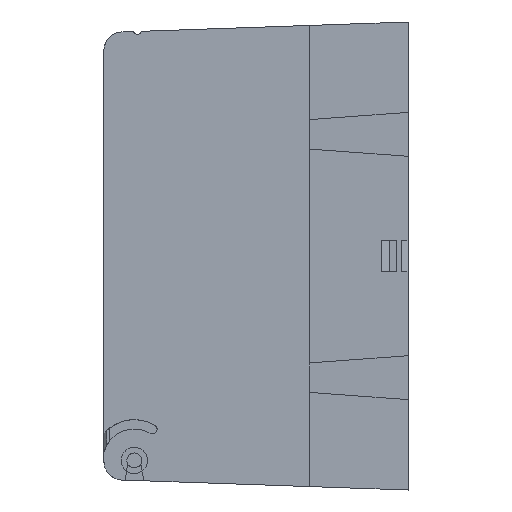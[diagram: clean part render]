
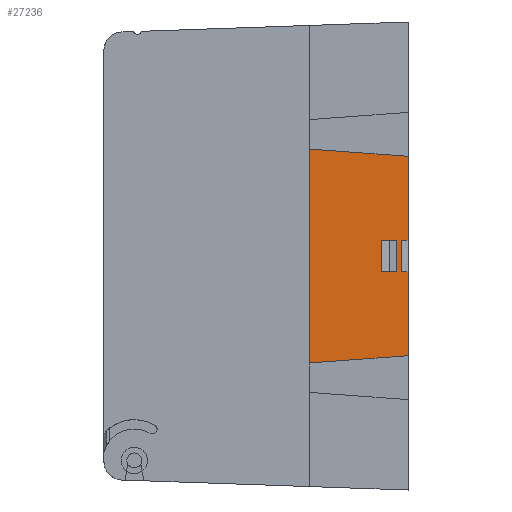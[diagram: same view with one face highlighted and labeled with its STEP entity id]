
A CAD part, left-side view. The second image highlights one B-rep face of the part: STEP entity #27236.
In plain terms, the highlighted planar face has unit normal (-1, 0, 0).
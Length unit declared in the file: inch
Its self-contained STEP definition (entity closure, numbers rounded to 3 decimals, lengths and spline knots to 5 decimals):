
#19 = PLANE ( 'NONE',  #8783 ) ;
#114 = EDGE_CURVE ( 'NONE', #13328, #4022, #2878, .T. ) ;
#120 = DIRECTION ( 'NONE',  ( 0., 0., 1. ) ) ;
#351 = EDGE_CURVE ( 'NONE', #4022, #13642, #20488, .T. ) ;
#679 = LINE ( 'NONE', #30581, #7189 ) ;
#961 = LINE ( 'NONE', #9951, #13255 ) ;
#1420 = ORIENTED_EDGE ( 'NONE', *, *, #13978, .T. ) ;
#1698 = DIRECTION ( 'NONE',  ( 0., -0.997, -0.074 ) ) ;
#1737 = CARTESIAN_POINT ( 'NONE',  ( -4.3542, -1.73, 0.17 ) ) ;
#2415 = VERTEX_POINT ( 'NONE', #3386 ) ;
#2456 = CARTESIAN_POINT ( 'NONE',  ( -4.3542, -1.8, 1.065 ) ) ;
#2878 = LINE ( 'NONE', #10062, #15184 ) ;
#3386 = CARTESIAN_POINT ( 'NONE',  ( -4.3542, -1.68, 0.17 ) ) ;
#3827 = VECTOR ( 'NONE', #21517, 39.37008 ) ;
#4022 = VERTEX_POINT ( 'NONE', #25760 ) ;
#4171 = ORIENTED_EDGE ( 'NONE', *, *, #114, .T. ) ;
#4397 = LINE ( 'NONE', #15095, #29796 ) ;
#4443 = VERTEX_POINT ( 'NONE', #15214 ) ;
#4564 = FACE_BOUND ( 'NONE', #6988, .T. ) ;
#5284 = ORIENTED_EDGE ( 'NONE', *, *, #27591, .F. ) ;
#5313 = ORIENTED_EDGE ( 'NONE', *, *, #31570, .F. ) ;
#5466 = VECTOR ( 'NONE', #12891, 39.37008 ) ;
#6224 = CARTESIAN_POINT ( 'NONE',  ( -4.3542, -1.5184, 0.17 ) ) ;
#6927 = CARTESIAN_POINT ( 'NONE',  ( -4.3542, -1.8, -0.17 ) ) ;
#6988 = EDGE_LOOP ( 'NONE', ( #15283, #14112, #23592, #5313 ) ) ;
#7189 = VECTOR ( 'NONE', #15863, 39.37008 ) ;
#7688 = CARTESIAN_POINT ( 'NONE',  ( -4.3542, -0.75, -1.14282 ) ) ;
#7822 = EDGE_CURVE ( 'NONE', #15774, #8852, #9659, .T. ) ;
#8690 = VERTEX_POINT ( 'NONE', #6224 ) ;
#8783 = AXIS2_PLACEMENT_3D ( 'NONE', #29561, #14850, #120 ) ;
#8852 = VERTEX_POINT ( 'NONE', #1737 ) ;
#9610 = CARTESIAN_POINT ( 'NONE',  ( -4.3542, -1.8, -2.25 ) ) ;
#9659 = LINE ( 'NONE', #11399, #28513 ) ;
#9951 = CARTESIAN_POINT ( 'NONE',  ( -4.3542, -1.73, 0.17 ) ) ;
#10062 = CARTESIAN_POINT ( 'NONE',  ( -4.3542, -1.8, -1.065 ) ) ;
#10307 = LINE ( 'NONE', #25993, #16869 ) ;
#10487 = DIRECTION ( 'NONE',  ( 0., -0.997, 0.074 ) ) ;
#10575 = LINE ( 'NONE', #12608, #29444 ) ;
#11253 = VERTEX_POINT ( 'NONE', #15907 ) ;
#11399 = CARTESIAN_POINT ( 'NONE',  ( -4.3542, -1.8, 0.17 ) ) ;
#12177 = VECTOR ( 'NONE', #14149, 39.37008 ) ;
#12372 = VERTEX_POINT ( 'NONE', #28751 ) ;
#12608 = CARTESIAN_POINT ( 'NONE',  ( -4.3542, -1.8, -2.25 ) ) ;
#12891 = DIRECTION ( 'NONE',  ( 0., 1., 0. ) ) ;
#13255 = VECTOR ( 'NONE', #17284, 39.37008 ) ;
#13328 = VERTEX_POINT ( 'NONE', #7688 ) ;
#13642 = VERTEX_POINT ( 'NONE', #6927 ) ;
#13685 = CARTESIAN_POINT ( 'NONE',  ( -4.3542, -0.75, 1.14282 ) ) ;
#13978 = EDGE_CURVE ( 'NONE', #28078, #13328, #679, .T. ) ;
#14112 = ORIENTED_EDGE ( 'NONE', *, *, #30622, .T. ) ;
#14149 = DIRECTION ( 'NONE',  ( 0., 1., 0. ) ) ;
#14491 = LINE ( 'NONE', #26395, #12177 ) ;
#14667 = ORIENTED_EDGE ( 'NONE', *, *, #7822, .F. ) ;
#14850 = DIRECTION ( 'NONE',  ( -1., 0., 0. ) ) ;
#15095 = CARTESIAN_POINT ( 'NONE',  ( -4.3542, -1.5184, 0.17 ) ) ;
#15184 = VECTOR ( 'NONE', #10487, 39.37008 ) ;
#15214 = CARTESIAN_POINT ( 'NONE',  ( -4.3542, -1.5184, -0.17 ) ) ;
#15283 = ORIENTED_EDGE ( 'NONE', *, *, #23584, .F. ) ;
#15773 = ORIENTED_EDGE ( 'NONE', *, *, #24556, .T. ) ;
#15774 = VERTEX_POINT ( 'NONE', #23108 ) ;
#15863 = DIRECTION ( 'NONE',  ( 0., 0., -1. ) ) ;
#15907 = CARTESIAN_POINT ( 'NONE',  ( -4.3542, -1.68, -0.17 ) ) ;
#16139 = EDGE_CURVE ( 'NONE', #8852, #12372, #961, .T. ) ;
#16143 = EDGE_LOOP ( 'NONE', ( #14667, #19173, #5284, #1420, #4171, #19914, #15773, #29202 ) ) ;
#16869 = VECTOR ( 'NONE', #23422, 39.37008 ) ;
#17284 = DIRECTION ( 'NONE',  ( 0., 0., -1. ) ) ;
#17961 = LINE ( 'NONE', #28452, #24523 ) ;
#19020 = CARTESIAN_POINT ( 'NONE',  ( -4.3542, -1.8, -0.17 ) ) ;
#19173 = ORIENTED_EDGE ( 'NONE', *, *, #19231, .T. ) ;
#19231 = EDGE_CURVE ( 'NONE', #15774, #20322, #10575, .T. ) ;
#19914 = ORIENTED_EDGE ( 'NONE', *, *, #351, .T. ) ;
#20322 = VERTEX_POINT ( 'NONE', #2456 ) ;
#20488 = LINE ( 'NONE', #9610, #27052 ) ;
#21517 = DIRECTION ( 'NONE',  ( 0., 1., 0. ) ) ;
#22683 = LINE ( 'NONE', #19020, #3827 ) ;
#23108 = CARTESIAN_POINT ( 'NONE',  ( -4.3542, -1.8, 0.17 ) ) ;
#23422 = DIRECTION ( 'NONE',  ( 0., 0., -1. ) ) ;
#23584 = EDGE_CURVE ( 'NONE', #2415, #8690, #14491, .T. ) ;
#23592 = ORIENTED_EDGE ( 'NONE', *, *, #29051, .T. ) ;
#24389 = DIRECTION ( 'NONE',  ( 0., 0., 1. ) ) ;
#24523 = VECTOR ( 'NONE', #1698, 39.37008 ) ;
#24556 = EDGE_CURVE ( 'NONE', #13642, #12372, #22683, .T. ) ;
#25760 = CARTESIAN_POINT ( 'NONE',  ( -4.3542, -1.8, -1.065 ) ) ;
#25993 = CARTESIAN_POINT ( 'NONE',  ( -4.3542, -1.68, 0.17 ) ) ;
#26395 = CARTESIAN_POINT ( 'NONE',  ( -4.3542, -1.5184, 0.17 ) ) ;
#27052 = VECTOR ( 'NONE', #24389, 39.37008 ) ;
#27236 = ADVANCED_FACE ( 'NONE', ( #29190, #4564 ), #19, .T. ) ;
#27591 = EDGE_CURVE ( 'NONE', #28078, #20322, #17961, .T. ) ;
#28078 = VERTEX_POINT ( 'NONE', #13685 ) ;
#28452 = CARTESIAN_POINT ( 'NONE',  ( -4.3542, -0.99739, 1.12449 ) ) ;
#28513 = VECTOR ( 'NONE', #28715, 39.37008 ) ;
#28715 = DIRECTION ( 'NONE',  ( 0., 1., 0. ) ) ;
#28751 = CARTESIAN_POINT ( 'NONE',  ( -4.3542, -1.73, -0.17 ) ) ;
#29051 = EDGE_CURVE ( 'NONE', #11253, #4443, #30848, .T. ) ;
#29190 = FACE_OUTER_BOUND ( 'NONE', #16143, .T. ) ;
#29202 = ORIENTED_EDGE ( 'NONE', *, *, #16139, .F. ) ;
#29444 = VECTOR ( 'NONE', #29806, 39.37008 ) ;
#29561 = CARTESIAN_POINT ( 'NONE',  ( -4.3542, -0.75, -2.21333 ) ) ;
#29796 = VECTOR ( 'NONE', #29913, 39.37008 ) ;
#29806 = DIRECTION ( 'NONE',  ( 0., 0., 1. ) ) ;
#29913 = DIRECTION ( 'NONE',  ( 0., 0., -1. ) ) ;
#30076 = CARTESIAN_POINT ( 'NONE',  ( -4.3542, -1.5184, -0.17 ) ) ;
#30581 = CARTESIAN_POINT ( 'NONE',  ( -4.3542, -0.75, 2.21333 ) ) ;
#30622 = EDGE_CURVE ( 'NONE', #2415, #11253, #10307, .T. ) ;
#30848 = LINE ( 'NONE', #30076, #5466 ) ;
#31570 = EDGE_CURVE ( 'NONE', #8690, #4443, #4397, .T. ) ;
